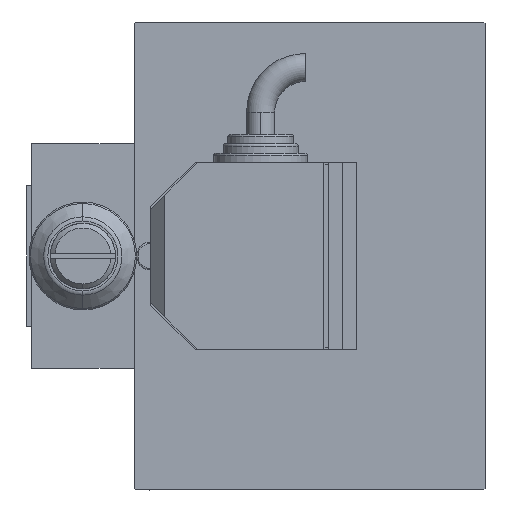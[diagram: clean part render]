
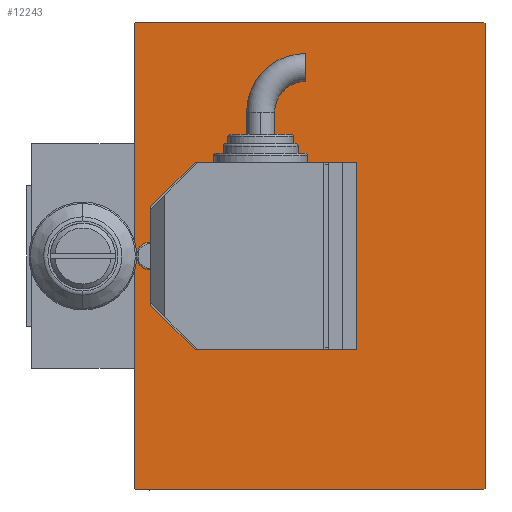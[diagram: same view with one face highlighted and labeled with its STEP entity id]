
A CAD part, left-side view. The second image highlights one B-rep face of the part: STEP entity #12243.
In plain terms, the highlighted face is planar.
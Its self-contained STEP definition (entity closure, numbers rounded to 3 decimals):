
#968 = ORIENTED_EDGE ( 'NONE', *, *, #36955, .T. ) ;
#2402 = VERTEX_POINT ( 'NONE', #32547 ) ;
#2882 = DIRECTION ( 'NONE',  ( 0., 0., -1. ) ) ;
#3243 = VECTOR ( 'NONE', #45287, 1000. ) ;
#4530 = CARTESIAN_POINT ( 'NONE',  ( 153., 37.5, -49.7 ) ) ;
#4987 = CARTESIAN_POINT ( 'NONE',  ( 153., -37.5, -50. ) ) ;
#5164 = VERTEX_POINT ( 'NONE', #25774 ) ;
#6175 = AXIS2_PLACEMENT_3D ( 'NONE', #14615, #6764, #49521 ) ;
#6764 = DIRECTION ( 'NONE',  ( 1., 0., 0. ) ) ;
#8343 = CARTESIAN_POINT ( 'NONE',  ( 153., 37.5, 50. ) ) ;
#10178 = ORIENTED_EDGE ( 'NONE', *, *, #42454, .T. ) ;
#12243 = ADVANCED_FACE ( 'NONE', ( #26495 ), #34092, .T. ) ;
#12712 = ORIENTED_EDGE ( 'NONE', *, *, #37973, .T. ) ;
#12758 = DIRECTION ( 'NONE',  ( 0., 0.707, 0.707 ) ) ;
#12842 = VERTEX_POINT ( 'NONE', #16543 ) ;
#13280 = ORIENTED_EDGE ( 'NONE', *, *, #25683, .T. ) ;
#14268 = ORIENTED_EDGE ( 'NONE', *, *, #22732, .T. ) ;
#14298 = CARTESIAN_POINT ( 'NONE',  ( 153., -37.5, 50. ) ) ;
#14431 = LINE ( 'NONE', #18232, #3243 ) ;
#14615 = CARTESIAN_POINT ( 'NONE',  ( 153., 0., 0. ) ) ;
#14885 = VERTEX_POINT ( 'NONE', #4530 ) ;
#16543 = CARTESIAN_POINT ( 'NONE',  ( 153., 37.2, 50. ) ) ;
#17057 = LINE ( 'NONE', #32239, #29116 ) ;
#17891 = VECTOR ( 'NONE', #2882, 1000. ) ;
#18232 = CARTESIAN_POINT ( 'NONE',  ( 153., 37.5, -50. ) ) ;
#19402 = LINE ( 'NONE', #31053, #38959 ) ;
#19914 = DIRECTION ( 'NONE',  ( 0., -0.707, 0.707 ) ) ;
#20455 = DIRECTION ( 'NONE',  ( 0., 1., 0. ) ) ;
#20465 = ORIENTED_EDGE ( 'NONE', *, *, #32019, .T. ) ;
#20762 = DIRECTION ( 'NONE',  ( 0., 0.707, -0.707 ) ) ;
#22732 = EDGE_CURVE ( 'NONE', #5164, #14885, #17057, .T. ) ;
#22806 = ORIENTED_EDGE ( 'NONE', *, *, #30408, .T. ) ;
#23751 = CARTESIAN_POINT ( 'NONE',  ( 153., -37.5, -49.7 ) ) ;
#24273 = VERTEX_POINT ( 'NONE', #23751 ) ;
#24751 = LINE ( 'NONE', #4987, #37611 ) ;
#24883 = CARTESIAN_POINT ( 'NONE',  ( 153., -37.2, -50. ) ) ;
#25683 = EDGE_CURVE ( 'NONE', #32989, #24273, #32274, .T. ) ;
#25774 = CARTESIAN_POINT ( 'NONE',  ( 153., 37.2, -50. ) ) ;
#26495 = FACE_OUTER_BOUND ( 'NONE', #48754, .T. ) ;
#27030 = VECTOR ( 'NONE', #28085, 1000. ) ;
#27392 = EDGE_CURVE ( 'NONE', #14885, #47034, #14431, .T. ) ;
#28085 = DIRECTION ( 'NONE',  ( 0., -1., 0. ) ) ;
#28602 = LINE ( 'NONE', #39475, #42447 ) ;
#29116 = VECTOR ( 'NONE', #12758, 1000. ) ;
#29906 = VERTEX_POINT ( 'NONE', #24883 ) ;
#30408 = EDGE_CURVE ( 'NONE', #47034, #12842, #19402, .T. ) ;
#31053 = CARTESIAN_POINT ( 'NONE',  ( 153., 43.6, 43.6 ) ) ;
#31256 = CARTESIAN_POINT ( 'NONE',  ( 153., -43.6, 43.6 ) ) ;
#31635 = LINE ( 'NONE', #8343, #27030 ) ;
#31710 = VECTOR ( 'NONE', #38837, 1000. ) ;
#32019 = EDGE_CURVE ( 'NONE', #2402, #32989, #47171, .T. ) ;
#32239 = CARTESIAN_POINT ( 'NONE',  ( 153., 43.6, -43.6 ) ) ;
#32274 = LINE ( 'NONE', #14298, #17891 ) ;
#32547 = CARTESIAN_POINT ( 'NONE',  ( 153., -37.2, 50. ) ) ;
#32836 = CARTESIAN_POINT ( 'NONE',  ( 153., 37.5, 49.7 ) ) ;
#32989 = VERTEX_POINT ( 'NONE', #43134 ) ;
#34092 = PLANE ( 'NONE',  #6175 ) ;
#35920 = ORIENTED_EDGE ( 'NONE', *, *, #27392, .T. ) ;
#36955 = EDGE_CURVE ( 'NONE', #12842, #2402, #31635, .T. ) ;
#37611 = VECTOR ( 'NONE', #20455, 1000. ) ;
#37973 = EDGE_CURVE ( 'NONE', #29906, #5164, #24751, .T. ) ;
#38837 = DIRECTION ( 'NONE',  ( 0., -0.707, -0.707 ) ) ;
#38959 = VECTOR ( 'NONE', #19914, 1000. ) ;
#39475 = CARTESIAN_POINT ( 'NONE',  ( 153., -43.6, -43.6 ) ) ;
#42447 = VECTOR ( 'NONE', #20762, 1000. ) ;
#42454 = EDGE_CURVE ( 'NONE', #24273, #29906, #28602, .T. ) ;
#43134 = CARTESIAN_POINT ( 'NONE',  ( 153., -37.5, 49.7 ) ) ;
#45287 = DIRECTION ( 'NONE',  ( 0., 0., 1. ) ) ;
#47034 = VERTEX_POINT ( 'NONE', #32836 ) ;
#47171 = LINE ( 'NONE', #31256, #31710 ) ;
#48754 = EDGE_LOOP ( 'NONE', ( #12712, #14268, #35920, #22806, #968, #20465, #13280, #10178 ) ) ;
#49521 = DIRECTION ( 'NONE',  ( 0., 0., -1. ) ) ;
